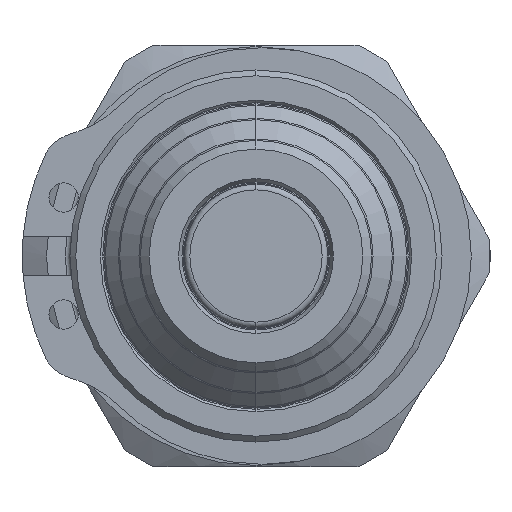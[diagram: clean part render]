
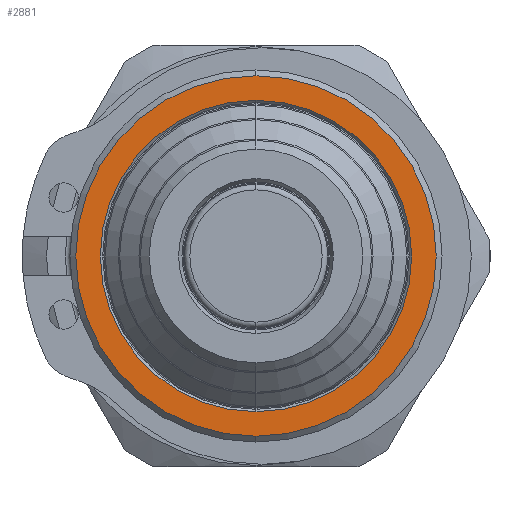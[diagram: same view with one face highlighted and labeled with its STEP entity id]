
A CAD part, left-side view. The second image highlights one B-rep face of the part: STEP entity #2881.
In plain terms, the highlighted planar face has unit normal (-1, 0, 0).
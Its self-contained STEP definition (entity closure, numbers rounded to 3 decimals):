
#123 = EDGE_CURVE ( 'NONE', #3269, #588, #444, .T. ) ;
#125 = EDGE_CURVE ( 'NONE', #3255, #625, #447, .T. ) ;
#259 = EDGE_CURVE ( 'NONE', #625, #3255, #1273, .T. ) ;
#260 = EDGE_CURVE ( 'NONE', #588, #3269, #1274, .T. ) ;
#444 = CIRCLE ( 'NONE', #3027, 13.3 ) ;
#447 = CIRCLE ( 'NONE', #3028, 15.4 ) ;
#588 = VERTEX_POINT ( 'NONE', #1977 ) ;
#625 = VERTEX_POINT ( 'NONE', #2014 ) ;
#993 = CARTESIAN_POINT ( 'NONE',  ( 22.5, 0., 0. ) ) ;
#994 = DIRECTION ( 'NONE',  ( -1., 0., 0. ) ) ;
#995 = DIRECTION ( 'NONE',  ( 0., 0., -1. ) ) ;
#998 = CARTESIAN_POINT ( 'NONE',  ( 22.5, 0., 0. ) ) ;
#999 = DIRECTION ( 'NONE',  ( -1., 0., 0. ) ) ;
#1000 = DIRECTION ( 'NONE',  ( 0., 0., -1. ) ) ;
#1273 = CIRCLE ( 'NONE', #3122, 15.4 ) ;
#1274 = CIRCLE ( 'NONE', #3123, 13.3 ) ;
#1408 = FACE_OUTER_BOUND ( 'NONE', #2808, .T. ) ;
#1409 = FACE_BOUND ( 'NONE', #2807, .T. ) ;
#1569 = ORIENTED_EDGE ( 'NONE', *, *, #259, .T. ) ;
#1570 = ORIENTED_EDGE ( 'NONE', *, *, #125, .T. ) ;
#1571 = ORIENTED_EDGE ( 'NONE', *, *, #260, .F. ) ;
#1572 = ORIENTED_EDGE ( 'NONE', *, *, #123, .F. ) ;
#1866 = CARTESIAN_POINT ( 'NONE',  ( 22.5, 0., 0. ) ) ;
#1867 = DIRECTION ( 'NONE',  ( -1., 0., 0. ) ) ;
#1868 = DIRECTION ( 'NONE',  ( 0., 0., -1. ) ) ;
#1869 = CARTESIAN_POINT ( 'NONE',  ( 22.5, 0., 0. ) ) ;
#1870 = DIRECTION ( 'NONE',  ( -1., 0., 0. ) ) ;
#1871 = DIRECTION ( 'NONE',  ( 0., 0., -1. ) ) ;
#1977 = CARTESIAN_POINT ( 'NONE',  ( 22.5, 0., -13.3 ) ) ;
#2014 = CARTESIAN_POINT ( 'NONE',  ( 22.5, 0., 15.4 ) ) ;
#2240 = PLANE ( 'NONE',  #3194 ) ;
#2241 = CARTESIAN_POINT ( 'NONE',  ( 22.5, -13.3, 0. ) ) ;
#2242 = DIRECTION ( 'NONE',  ( -1., 0., 0. ) ) ;
#2243 = DIRECTION ( 'NONE',  ( 0., 0., -1. ) ) ;
#2557 = CARTESIAN_POINT ( 'NONE',  ( 22.5, 0., -15.4 ) ) ;
#2571 = CARTESIAN_POINT ( 'NONE',  ( 22.5, 0., 13.3 ) ) ;
#2807 = EDGE_LOOP ( 'NONE', ( #1571, #1572 ) ) ;
#2808 = EDGE_LOOP ( 'NONE', ( #1569, #1570 ) ) ;
#2881 = ADVANCED_FACE ( 'NONE', ( #1408, #1409 ), #2240, .T. ) ;
#3027 = AXIS2_PLACEMENT_3D ( 'NONE', #993, #994, #995 ) ;
#3028 = AXIS2_PLACEMENT_3D ( 'NONE', #998, #999, #1000 ) ;
#3122 = AXIS2_PLACEMENT_3D ( 'NONE', #1866, #1867, #1868 ) ;
#3123 = AXIS2_PLACEMENT_3D ( 'NONE', #1869, #1870, #1871 ) ;
#3194 = AXIS2_PLACEMENT_3D ( 'NONE', #2241, #2242, #2243 ) ;
#3255 = VERTEX_POINT ( 'NONE', #2557 ) ;
#3269 = VERTEX_POINT ( 'NONE', #2571 ) ;
